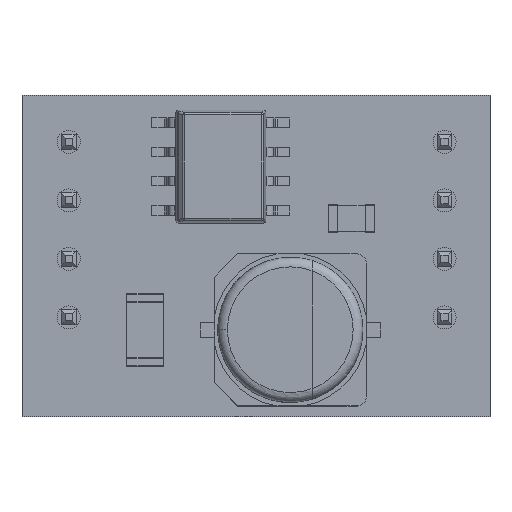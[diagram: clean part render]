
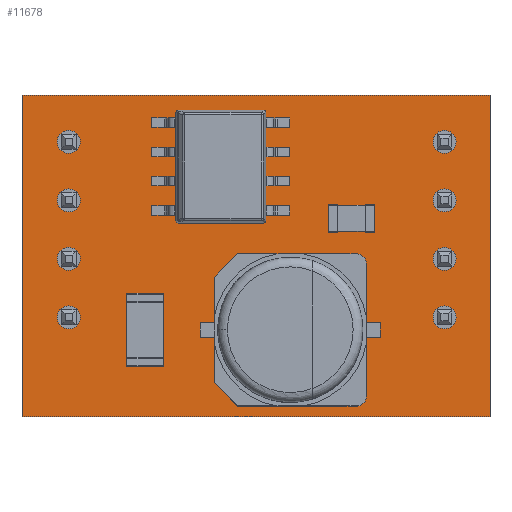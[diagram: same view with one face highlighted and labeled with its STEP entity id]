
A CAD part, top view. The second image highlights one B-rep face of the part: STEP entity #11678.
In plain terms, the highlighted planar face has unit normal (0, 0, 1).
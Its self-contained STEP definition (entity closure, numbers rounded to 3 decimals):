
#11478 = VERTEX_POINT('',#11479);
#11479 = CARTESIAN_POINT('',(8.472,0.922,1.6));
#11485 = EDGE_CURVE('',#11478,#11486,#11488,.T.);
#11486 = VERTEX_POINT('',#11487);
#11487 = CARTESIAN_POINT('',(-11.848,0.922,1.6));
#11488 = LINE('',#11489,#11490);
#11489 = CARTESIAN_POINT('',(8.472,0.922,1.6));
#11490 = VECTOR('',#11491,1.);
#11491 = DIRECTION('',(-1.,0.,0.));
#11518 = VERTEX_POINT('',#11519);
#11519 = CARTESIAN_POINT('',(8.472,14.892,1.6));
#11525 = EDGE_CURVE('',#11518,#11478,#11526,.T.);
#11526 = LINE('',#11527,#11528);
#11527 = CARTESIAN_POINT('',(8.472,14.892,1.6));
#11528 = VECTOR('',#11529,1.);
#11529 = DIRECTION('',(0.,-1.,0.));
#11547 = EDGE_CURVE('',#11486,#11548,#11550,.T.);
#11548 = VERTEX_POINT('',#11549);
#11549 = CARTESIAN_POINT('',(-11.848,14.892,1.6));
#11550 = LINE('',#11551,#11552);
#11551 = CARTESIAN_POINT('',(-11.848,0.922,1.6));
#11552 = VECTOR('',#11553,1.);
#11553 = DIRECTION('',(0.,1.,0.));
#11678 = ADVANCED_FACE('',(#11679,#11690,#11701,#11712,#11723,#11734,
    #11745,#11756,#11767),#11778,.F.);
#11679 = FACE_BOUND('',#11680,.F.);
#11680 = EDGE_LOOP('',(#11681,#11682,#11683,#11689));
#11681 = ORIENTED_EDGE('',*,*,#11485,.T.);
#11682 = ORIENTED_EDGE('',*,*,#11547,.T.);
#11683 = ORIENTED_EDGE('',*,*,#11684,.T.);
#11684 = EDGE_CURVE('',#11548,#11518,#11685,.T.);
#11685 = LINE('',#11686,#11687);
#11686 = CARTESIAN_POINT('',(-11.848,14.892,1.6));
#11687 = VECTOR('',#11688,1.);
#11688 = DIRECTION('',(1.,0.,0.));
#11689 = ORIENTED_EDGE('',*,*,#11525,.T.);
#11690 = FACE_BOUND('',#11691,.F.);
#11691 = EDGE_LOOP('',(#11692));
#11692 = ORIENTED_EDGE('',*,*,#11693,.F.);
#11693 = EDGE_CURVE('',#11694,#11694,#11696,.T.);
#11694 = VERTEX_POINT('',#11695);
#11695 = CARTESIAN_POINT('',(6.5,4.74,1.6));
#11696 = CIRCLE('',#11697,0.5);
#11697 = AXIS2_PLACEMENT_3D('',#11698,#11699,#11700);
#11698 = CARTESIAN_POINT('',(6.5,5.24,1.6));
#11699 = DIRECTION('',(-0.,0.,-1.));
#11700 = DIRECTION('',(-0.,-1.,0.));
#11701 = FACE_BOUND('',#11702,.F.);
#11702 = EDGE_LOOP('',(#11703));
#11703 = ORIENTED_EDGE('',*,*,#11704,.F.);
#11704 = EDGE_CURVE('',#11705,#11705,#11707,.T.);
#11705 = VERTEX_POINT('',#11706);
#11706 = CARTESIAN_POINT('',(6.5,7.28,1.6));
#11707 = CIRCLE('',#11708,0.5);
#11708 = AXIS2_PLACEMENT_3D('',#11709,#11710,#11711);
#11709 = CARTESIAN_POINT('',(6.5,7.78,1.6));
#11710 = DIRECTION('',(-0.,0.,-1.));
#11711 = DIRECTION('',(-0.,-1.,0.));
#11712 = FACE_BOUND('',#11713,.F.);
#11713 = EDGE_LOOP('',(#11714));
#11714 = ORIENTED_EDGE('',*,*,#11715,.F.);
#11715 = EDGE_CURVE('',#11716,#11716,#11718,.T.);
#11716 = VERTEX_POINT('',#11717);
#11717 = CARTESIAN_POINT('',(-9.816,4.74,1.6));
#11718 = CIRCLE('',#11719,0.5);
#11719 = AXIS2_PLACEMENT_3D('',#11720,#11721,#11722);
#11720 = CARTESIAN_POINT('',(-9.816,5.24,1.6));
#11721 = DIRECTION('',(-0.,0.,-1.));
#11722 = DIRECTION('',(-0.,-1.,0.));
#11723 = FACE_BOUND('',#11724,.F.);
#11724 = EDGE_LOOP('',(#11725));
#11725 = ORIENTED_EDGE('',*,*,#11726,.F.);
#11726 = EDGE_CURVE('',#11727,#11727,#11729,.T.);
#11727 = VERTEX_POINT('',#11728);
#11728 = CARTESIAN_POINT('',(-9.816,7.28,1.6));
#11729 = CIRCLE('',#11730,0.5);
#11730 = AXIS2_PLACEMENT_3D('',#11731,#11732,#11733);
#11731 = CARTESIAN_POINT('',(-9.816,7.78,1.6));
#11732 = DIRECTION('',(-0.,0.,-1.));
#11733 = DIRECTION('',(-0.,-1.,0.));
#11734 = FACE_BOUND('',#11735,.F.);
#11735 = EDGE_LOOP('',(#11736));
#11736 = ORIENTED_EDGE('',*,*,#11737,.F.);
#11737 = EDGE_CURVE('',#11738,#11738,#11740,.T.);
#11738 = VERTEX_POINT('',#11739);
#11739 = CARTESIAN_POINT('',(6.5,9.82,1.6));
#11740 = CIRCLE('',#11741,0.5);
#11741 = AXIS2_PLACEMENT_3D('',#11742,#11743,#11744);
#11742 = CARTESIAN_POINT('',(6.5,10.32,1.6));
#11743 = DIRECTION('',(-0.,0.,-1.));
#11744 = DIRECTION('',(-0.,-1.,0.));
#11745 = FACE_BOUND('',#11746,.F.);
#11746 = EDGE_LOOP('',(#11747));
#11747 = ORIENTED_EDGE('',*,*,#11748,.F.);
#11748 = EDGE_CURVE('',#11749,#11749,#11751,.T.);
#11749 = VERTEX_POINT('',#11750);
#11750 = CARTESIAN_POINT('',(6.5,12.36,1.6));
#11751 = CIRCLE('',#11752,0.5);
#11752 = AXIS2_PLACEMENT_3D('',#11753,#11754,#11755);
#11753 = CARTESIAN_POINT('',(6.5,12.86,1.6));
#11754 = DIRECTION('',(-0.,0.,-1.));
#11755 = DIRECTION('',(-0.,-1.,0.));
#11756 = FACE_BOUND('',#11757,.F.);
#11757 = EDGE_LOOP('',(#11758));
#11758 = ORIENTED_EDGE('',*,*,#11759,.F.);
#11759 = EDGE_CURVE('',#11760,#11760,#11762,.T.);
#11760 = VERTEX_POINT('',#11761);
#11761 = CARTESIAN_POINT('',(-9.816,9.82,1.6));
#11762 = CIRCLE('',#11763,0.5);
#11763 = AXIS2_PLACEMENT_3D('',#11764,#11765,#11766);
#11764 = CARTESIAN_POINT('',(-9.816,10.32,1.6));
#11765 = DIRECTION('',(-0.,0.,-1.));
#11766 = DIRECTION('',(-0.,-1.,0.));
#11767 = FACE_BOUND('',#11768,.F.);
#11768 = EDGE_LOOP('',(#11769));
#11769 = ORIENTED_EDGE('',*,*,#11770,.F.);
#11770 = EDGE_CURVE('',#11771,#11771,#11773,.T.);
#11771 = VERTEX_POINT('',#11772);
#11772 = CARTESIAN_POINT('',(-9.816,12.36,1.6));
#11773 = CIRCLE('',#11774,0.5);
#11774 = AXIS2_PLACEMENT_3D('',#11775,#11776,#11777);
#11775 = CARTESIAN_POINT('',(-9.816,12.86,1.6));
#11776 = DIRECTION('',(-0.,0.,-1.));
#11777 = DIRECTION('',(-0.,-1.,0.));
#11778 = PLANE('',#11779);
#11779 = AXIS2_PLACEMENT_3D('',#11780,#11781,#11782);
#11780 = CARTESIAN_POINT('',(-1.688,7.907,1.6));
#11781 = DIRECTION('',(-0.,-0.,-1.));
#11782 = DIRECTION('',(-1.,0.,0.));
